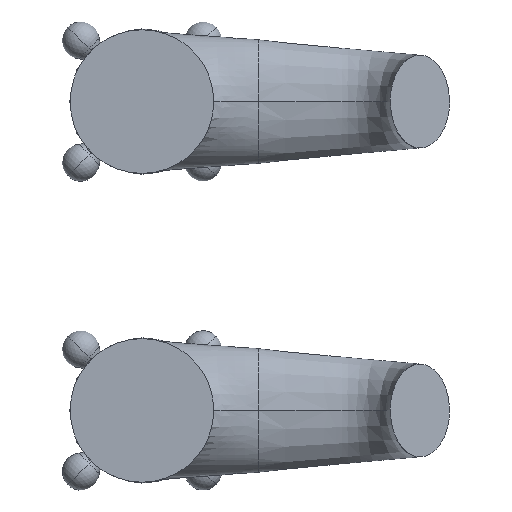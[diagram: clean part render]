
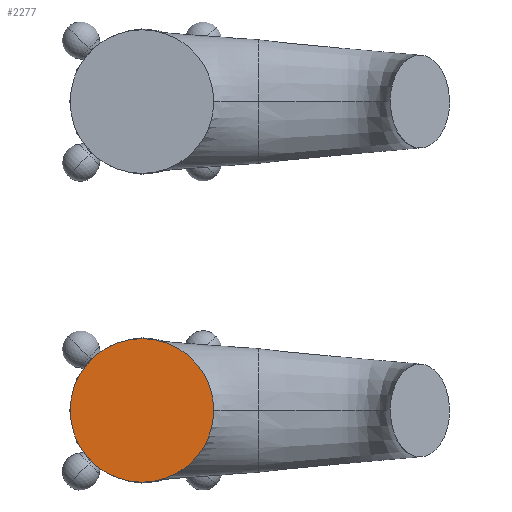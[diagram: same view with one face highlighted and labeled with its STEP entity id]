
A CAD part, front view. The second image highlights one B-rep face of the part: STEP entity #2277.
In plain terms, the highlighted planar face has unit normal (0, -1, 0).
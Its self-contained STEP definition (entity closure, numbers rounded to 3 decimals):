
#1686=CARTESIAN_POINT('',(40.667,-117.676,
-100.002));
#1687=DIRECTION('',(0.,-1.,0.));
#1688=DIRECTION('',(0.,0.,1.));
#1689=AXIS2_PLACEMENT_3D('',#1686,#1687,#1688);
#1691=CARTESIAN_POINT('',(40.667,-117.676,
-100.002));
#1692=DIRECTION('',(0.,-1.,0.));
#1693=DIRECTION('',(0.,0.,-1.));
#1694=AXIS2_PLACEMENT_3D('',#1691,#1692,#1693);
#2238=CARTESIAN_POINT('',(40.667,-117.676,
-76.752));
#2240=VERTEX_POINT('',#2238);
#2242=CARTESIAN_POINT('',(40.667,-117.676,
-123.252));
#2244=VERTEX_POINT('',#2242);
#2266=CARTESIAN_POINT('',(40.667,-117.676,
-123.252));
#2267=DIRECTION('',(0.,-1.,0.));
#2268=DIRECTION('',(0.,0.,-1.));
#2269=AXIS2_PLACEMENT_3D('',#2266,#2267,#2268);
#2270=PLANE('',#2269);
#2272=ORIENTED_EDGE('',*,*,#2271,.F.);
#2274=ORIENTED_EDGE('',*,*,#2273,.F.);
#2275=EDGE_LOOP('',(#2272,#2274));
#2276=FACE_OUTER_BOUND('',#2275,.F.);
#2277=ADVANCED_FACE('',(#2276),#2270,.T.);
#1690=CIRCLE('',#1689,23.25);
#1695=CIRCLE('',#1694,23.25);
#2271=EDGE_CURVE('',#2240,#2244,#1690,.T.);
#2273=EDGE_CURVE('',#2244,#2240,#1695,.T.);
